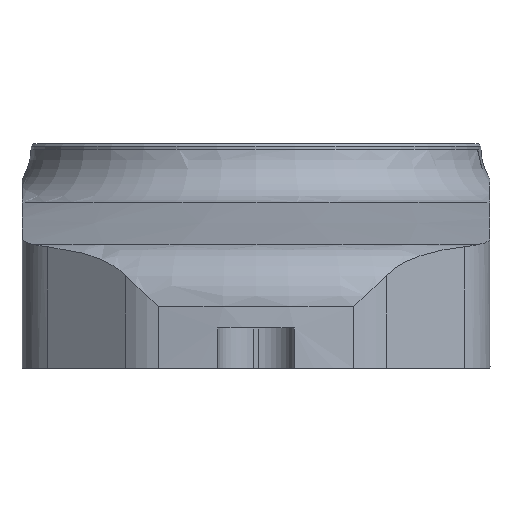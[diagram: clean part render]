
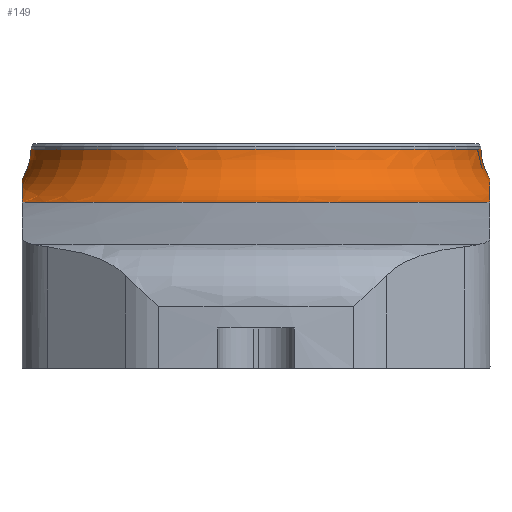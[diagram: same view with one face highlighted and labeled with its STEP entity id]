
A CAD part, left-side view. The second image highlights one B-rep face of the part: STEP entity #149.
In plain terms, the highlighted toroidal (fillet/blend) face has major radius 62 mm and minor radius 12 mm.
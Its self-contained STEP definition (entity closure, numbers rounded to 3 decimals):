
#40=TOROIDAL_SURFACE('',#1255,62.,12.);
#47=B_SPLINE_CURVE_WITH_KNOTS('',3,(#1793,#1794,#1795,#1796,#1797,#1798,
#1799,#1800,#1801,#1802),.UNSPECIFIED.,.F.,.F.,(4,2,2,2,4),(0.,0.25,0.5,
0.75,1.),.UNSPECIFIED.);
#50=B_SPLINE_CURVE_WITH_KNOTS('',3,(#1827,#1828,#1829,#1830,#1831,#1832,
#1833,#1834,#1835,#1836),.UNSPECIFIED.,.F.,.F.,(4,2,2,2,4),(0.,0.25,0.5,
0.75,1.),.UNSPECIFIED.);
#149=ADVANCED_FACE('',(#237,#238),#40,.F.);
#237=FACE_BOUND('',#258,.T.);
#238=FACE_BOUND('',#259,.T.);
#258=EDGE_LOOP('',(#478));
#259=EDGE_LOOP('',(#479,#480,#481,#482));
#344=CIRCLE('',#1250,59.505);
#345=CIRCLE('',#1252,59.505);
#346=CIRCLE('',#1254,50.);
#478=ORIENTED_EDGE('',*,*,#905,.F.);
#479=ORIENTED_EDGE('',*,*,#861,.F.);
#480=ORIENTED_EDGE('',*,*,#900,.F.);
#481=ORIENTED_EDGE('',*,*,#871,.F.);
#482=ORIENTED_EDGE('',*,*,#903,.F.);
#746=VERTEX_POINT('',#1803);
#747=VERTEX_POINT('',#1804);
#754=VERTEX_POINT('',#1837);
#755=VERTEX_POINT('',#1838);
#776=VERTEX_POINT('',#1943);
#861=EDGE_CURVE('',#746,#747,#47,.T.);
#871=EDGE_CURVE('',#754,#755,#50,.T.);
#900=EDGE_CURVE('',#755,#746,#344,.T.);
#903=EDGE_CURVE('',#747,#754,#345,.T.);
#905=EDGE_CURVE('',#776,#776,#346,.T.);
#1250=AXIS2_PLACEMENT_3D('',#1926,#1457,#1458);
#1252=AXIS2_PLACEMENT_3D('',#1936,#1461,#1462);
#1254=AXIS2_PLACEMENT_3D('',#1942,#1465,#1466);
#1255=AXIS2_PLACEMENT_3D('',#1944,#1467,#1468);
#1457=DIRECTION('',(0.,0.,-1.));
#1458=DIRECTION('',(-1.,0.,0.));
#1461=DIRECTION('',(0.,0.,-1.));
#1462=DIRECTION('',(-1.,0.,0.));
#1465=DIRECTION('',(0.,0.,1.));
#1466=DIRECTION('',(-1.,0.,0.));
#1467=DIRECTION('',(0.,0.,-1.));
#1468=DIRECTION('',(-1.,0.,0.));
#1793=CARTESIAN_POINT('',(28.928,-52.,-13.02));
#1794=CARTESIAN_POINT('',(24.012,-52.,-12.512));
#1795=CARTESIAN_POINT('',(19.219,-52.,-11.35));
#1796=CARTESIAN_POINT('',(9.632,-52.,-9.039));
#1797=CARTESIAN_POINT('',(4.805,-52.,-7.895));
#1798=CARTESIAN_POINT('',(-5.096,-52.,-7.937));
#1799=CARTESIAN_POINT('',(-9.84,-52.,-9.088));
#1800=CARTESIAN_POINT('',(-19.33,-52.,-11.377));
#1801=CARTESIAN_POINT('',(-24.092,-52.,-12.521));
#1802=CARTESIAN_POINT('',(-28.928,-52.,-13.02));
#1803=CARTESIAN_POINT('',(28.928,-52.,-13.02));
#1804=CARTESIAN_POINT('',(-28.928,-52.,-13.02));
#1827=CARTESIAN_POINT('',(-28.928,52.,-13.02));
#1828=CARTESIAN_POINT('',(-24.012,52.,-12.512));
#1829=CARTESIAN_POINT('',(-19.219,52.,-11.35));
#1830=CARTESIAN_POINT('',(-9.632,52.,-9.039));
#1831=CARTESIAN_POINT('',(-4.805,52.,-7.895));
#1832=CARTESIAN_POINT('',(5.096,52.,-7.937));
#1833=CARTESIAN_POINT('',(9.84,52.,-9.088));
#1834=CARTESIAN_POINT('',(19.33,52.,-11.377));
#1835=CARTESIAN_POINT('',(24.092,52.,-12.521));
#1836=CARTESIAN_POINT('',(28.928,52.,-13.02));
#1837=CARTESIAN_POINT('',(-28.928,52.,-13.02));
#1838=CARTESIAN_POINT('',(28.928,52.,-13.02));
#1926=CARTESIAN_POINT('',(0.,0.,-13.02));
#1936=CARTESIAN_POINT('',(0.,0.,-13.02));
#1942=CARTESIAN_POINT('',(0.,0.,-1.283));
#1943=CARTESIAN_POINT('',(-50.,0.,-1.283));
#1944=CARTESIAN_POINT('',(0.,0.,-1.283));
